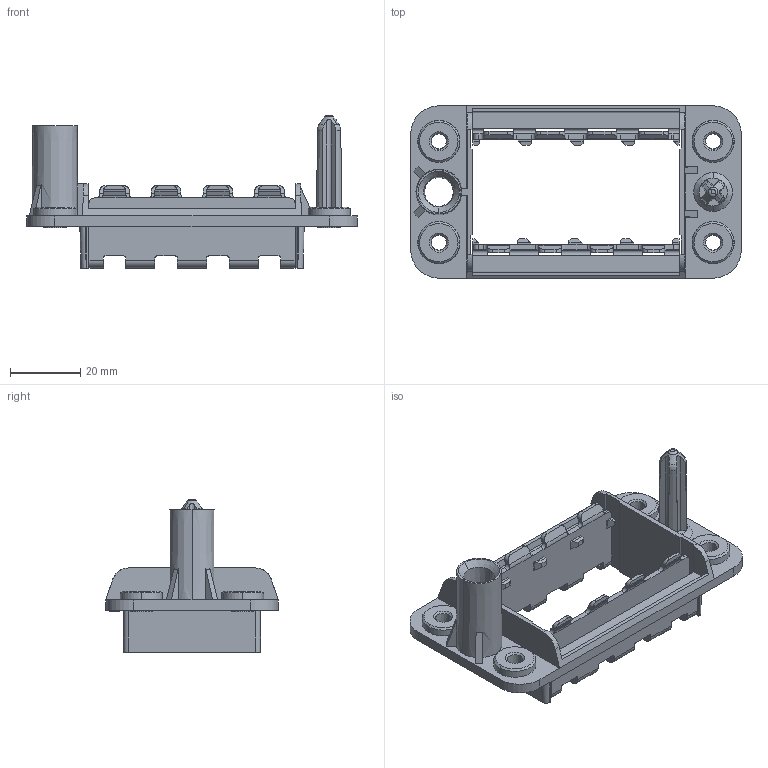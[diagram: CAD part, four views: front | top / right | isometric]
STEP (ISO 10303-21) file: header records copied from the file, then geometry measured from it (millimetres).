
FILE_DESCRIPTION(('Creo Elements/Direct Modeling STEP Export'),'2;1');
FILE_NAME('0ln7uvk5tn76q5h2880','2023-11-14T14:27:17',(''),(''),'Creo Elements/Direct Modeling STEP processor for AP214 (Solid Model)','Creo Elements/Direct Modeling 20.1B 02-Apr-2019 (C) Parametric Technology GmbH','');
FILE_SCHEMA(('AUTOMOTIVE_DESIGN { 1 0 10303 214 1 1 1 1 }'));
Length unit declared in the file: millimetre
Products named in the file (2): CX 04 PDM
Assembly tree (1 placements, depth 2):
  CX 04 PDM
    CX 04 PDM
Bounding box: 94 x 49 x 43.4 mm (x, y, z)
Volume: 18802 mm3; surface area: 21591.6 mm2
Topology: 1 solids, 1 shells, 519 faces, 1482 edges, 973 vertices
Faces by surface type: plane 305, cylinder 154, cone 54, torus 6
Entity records: 24354 total; most frequent: CARTESIAN_POINT 6823, ORIENTED_EDGE 2964, DIRECTION 2580, EDGE_CURVE 1482, VERTEX_POINT 973, VECTOR 964, LINE 964, AXIS2_PLACEMENT_3D 808
